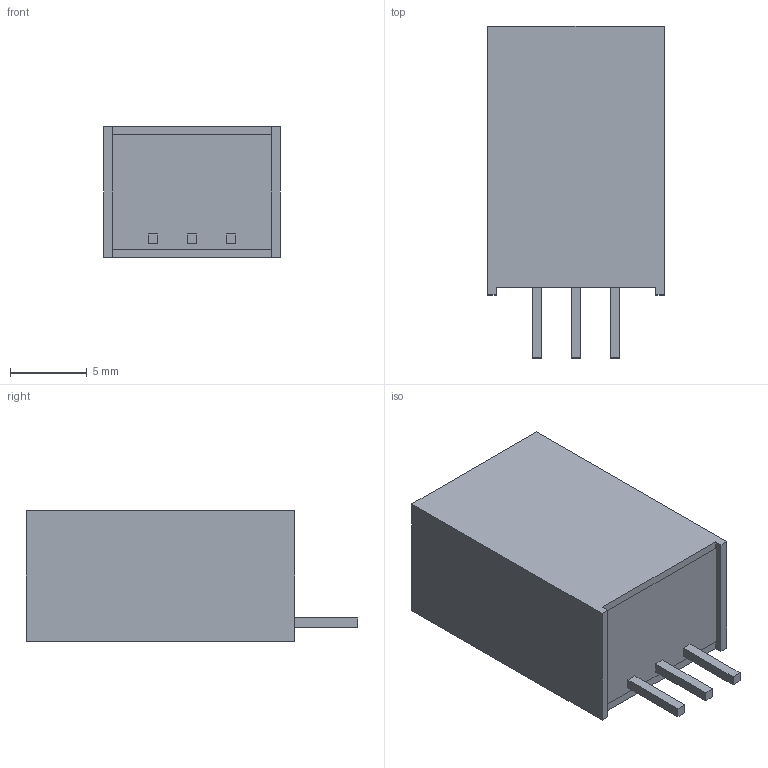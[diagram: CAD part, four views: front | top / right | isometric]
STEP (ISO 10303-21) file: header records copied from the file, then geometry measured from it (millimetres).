
FILE_DESCRIPTION (( 'STEP AP214' ), '1' );
FILE_NAME ('R-78Bxx-2.0_3D_20211013.stp', '2021-10-13T08:23:12', ( '' ), ( '' ), 'SwSTEP 2.0', 'SolidWorks 2019', '' );
FILE_SCHEMA (( 'AUTOMOTIVE_DESIGN' ));
Length unit declared in the file: millimetre
Products named in the file (1): R-78Bxx-2.0_3D_20211013
Bounding box: 11.5 x 21.6 x 8.5 mm (x, y, z)
Volume: 1670.9 mm3; surface area: 2272.2 mm2
Topology: 5 solids, 5 shells, 136 faces, 345 edges, 230 vertices
Faces by surface type: plane 124, cylinder 12
Entity records: 4191 total; most frequent: CARTESIAN_POINT 712, ORIENTED_EDGE 690, DIRECTION 643, EDGE_CURVE 345, VECTOR 321, LINE 321, VERTEX_POINT 230, AXIS2_PLACEMENT_3D 161
